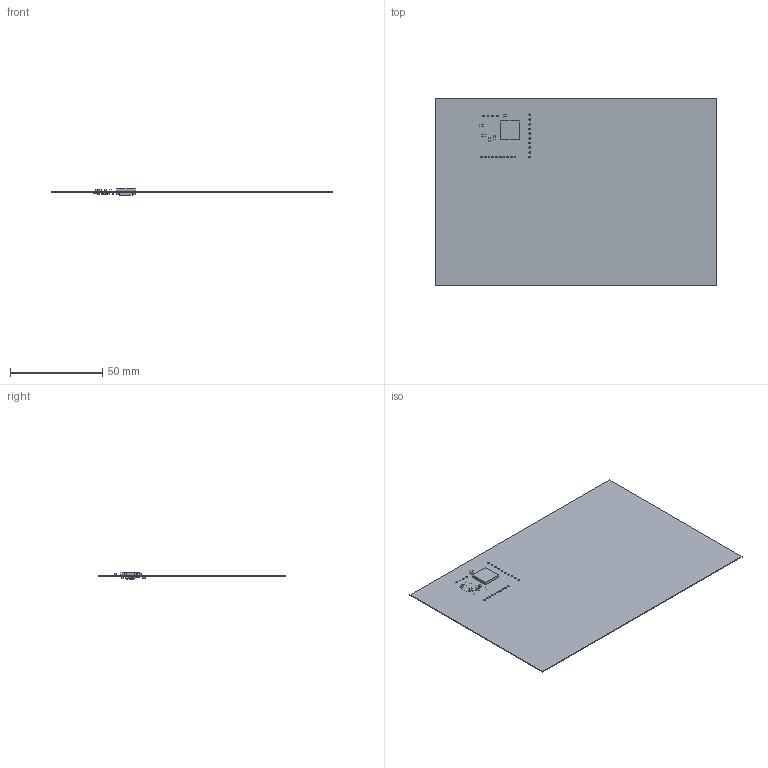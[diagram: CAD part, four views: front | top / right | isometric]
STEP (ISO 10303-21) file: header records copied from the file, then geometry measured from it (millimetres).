
FILE_DESCRIPTION(('Open CASCADE Model'),'2;1');
FILE_NAME('Open CASCADE Shape Model','2013-04-11T17:52:42',('Author'),( 'Open CASCADE'),'Open CASCADE STEP processor 6.2','Open CASCADE 6.2' ,'Unknown');
FILE_SCHEMA(('AUTOMOTIVE_DESIGN { 1 0 10303 214 1 1 1 1 }'));
Length unit declared in the file: millimetre
Products named in the file (38): PCB; Board; XCVR; 490833056; Extruded; VR1; 490832032; R11; 490832544; R10; R8; 490832800; R7; R6; R3; MCU; 490832416; L1; 490832672; C11; 490826912; C10; C9; 490832928; C8; C7; C6; C5; C4; C3; C2
Assembly tree (49 placements, depth 4):
  PCB
    Board
    XCVR
      490833056
        Extruded
    VR1
      490832032
        Extruded
    R11
      490832544
        Extruded
    R10
      490832544
        Extruded
    R8
      490832800
        Extruded
    R7
      490832544
        Extruded
    R6
      490832544
        Extruded
    R3
      490832800
        Extruded
    MCU
      490832416
        Extruded
    L1
      490832672
        Extruded
    C11
      490826912
        Extruded
    C10
      490826912
        Extruded
    C9
      490832928
        Extruded
    C8
      490826912
        Extruded
    C7
      490832928
        Extruded
    C6
      490832928
        Extruded
    C5
      490832928
        Extruded
    C4
      490832928
        Extruded
    C3
      490832928
        Extruded
    C2
Bounding box: 152.4 x 101.6 x 3.72 mm (x, y, z)
Volume: 6694.2 mm3; surface area: 31734.8 mm2
Topology: 21 solids, 21 shells, 150 faces, 324 edges, 216 vertices
Faces by surface type: plane 126, cylinder 24
Full cylindrical faces by diameter (mm): 0.9 x24
Entity records: 5640 total; most frequent: CARTESIAN_POINT 1076, DIRECTION 796, LINE 444, VECTOR 444, ORIENTED_EDGE 360, PCURVE 360, DEFINITIONAL_REPRESENTATION 360, EDGE_CURVE 180
